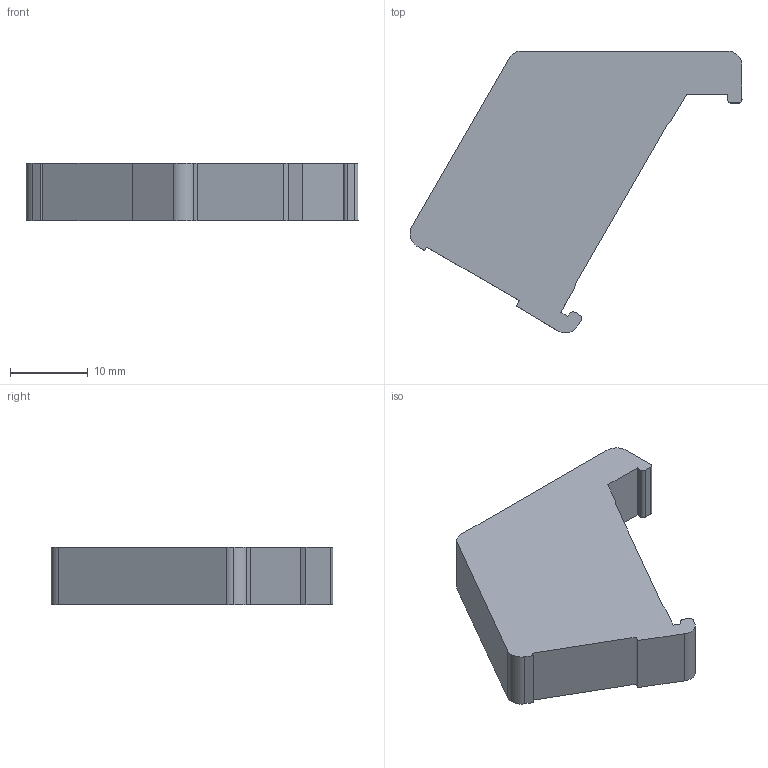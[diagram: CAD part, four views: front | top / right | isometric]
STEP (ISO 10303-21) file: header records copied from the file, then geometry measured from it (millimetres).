
FILE_DESCRIPTION (( 'STEP AP214' ), '1' );
FILE_NAME ('CEW35-3.STEP', '2020-11-18T07:51:09', ( 'ASUS' ), ( 'ASUS' ), 'SwSTEP 2.0', 'SolidWorks 2012', '' );
FILE_SCHEMA (( 'AUTOMOTIVE_DESIGN' ));
Length unit declared in the file: millimetre
Products named in the file (1): CEW35-3
Bounding box: 42.59 x 36.14 x 7.39 mm (x, y, z)
Volume: 5767 mm3; surface area: 2550.1 mm2
Topology: 1 solids, 1 shells, 31 faces, 87 edges, 58 vertices
Faces by surface type: plane 22, cylinder 9
Entity records: 1319 total; most frequent: CARTESIAN_POINT 177, ORIENTED_EDGE 174, DIRECTION 169, EDGE_CURVE 87, VECTOR 69, LINE 69, VERTEX_POINT 58, AXIS2_PLACEMENT_3D 50
